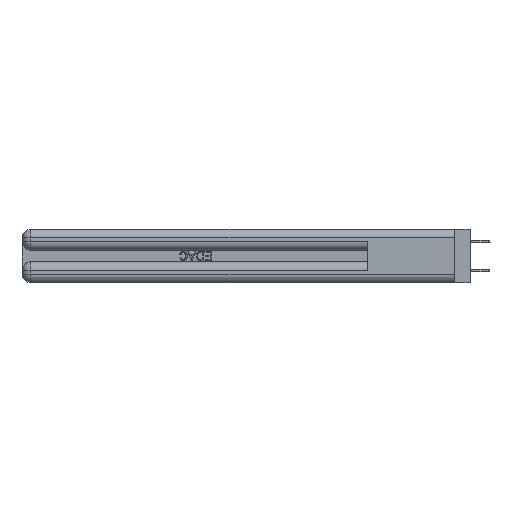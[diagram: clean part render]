
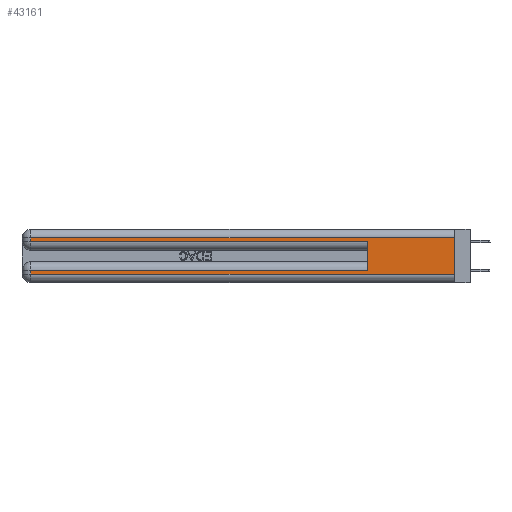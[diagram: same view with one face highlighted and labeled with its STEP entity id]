
A CAD part, left-side view. The second image highlights one B-rep face of the part: STEP entity #43161.
In plain terms, the highlighted planar face has unit normal (-1, 0, 0).
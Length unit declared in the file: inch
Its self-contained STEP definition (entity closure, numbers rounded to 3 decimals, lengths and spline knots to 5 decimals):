
#399 = CARTESIAN_POINT ( 'NONE',  ( 0., 0., 0.31 ) ) ;
#545 = VECTOR ( 'NONE', #1984, 39.37008 ) ;
#926 = VECTOR ( 'NONE', #41460, 39.37008 ) ;
#1957 = DIRECTION ( 'NONE',  ( 0., 0., -1. ) ) ;
#1984 = DIRECTION ( 'NONE',  ( 0., -1., 0. ) ) ;
#3250 = CARTESIAN_POINT ( 'NONE',  ( 0., 0., 0.085 ) ) ;
#4099 = VERTEX_POINT ( 'NONE', #26960 ) ;
#5163 = EDGE_CURVE ( 'NONE', #46548, #21426, #29906, .T. ) ;
#6680 = CARTESIAN_POINT ( 'NONE',  ( 0., 2.94, 0.085 ) ) ;
#7635 = CARTESIAN_POINT ( 'NONE',  ( 0., 0., 0.06 ) ) ;
#7719 = CARTESIAN_POINT ( 'NONE',  ( 0., 2.94, 0.285 ) ) ;
#7720 = DIRECTION ( 'NONE',  ( 0., 0., -1. ) ) ;
#9682 = VERTEX_POINT ( 'NONE', #10021 ) ;
#10021 = CARTESIAN_POINT ( 'NONE',  ( 0., 0.6, 0.085 ) ) ;
#12614 = EDGE_CURVE ( 'NONE', #39230, #21426, #18704, .T. ) ;
#13205 = EDGE_LOOP ( 'NONE', ( #31462, #27880, #24138, #41151, #27969, #47786, #35581, #22412 ) ) ;
#14500 = LINE ( 'NONE', #40780, #545 ) ;
#15223 = LINE ( 'NONE', #42012, #22037 ) ;
#15263 = VECTOR ( 'NONE', #23810, 39.37008 ) ;
#17227 = DIRECTION ( 'NONE',  ( 1., 0., 0. ) ) ;
#18105 = EDGE_CURVE ( 'NONE', #22289, #46548, #15223, .T. ) ;
#18704 = LINE ( 'NONE', #37707, #926 ) ;
#19108 = CARTESIAN_POINT ( 'NONE',  ( 0., 0., 0.31 ) ) ;
#19383 = DIRECTION ( 'NONE',  ( 0., 0., 1. ) ) ;
#20125 = EDGE_CURVE ( 'NONE', #9682, #39345, #45379, .T. ) ;
#20277 = FACE_OUTER_BOUND ( 'NONE', #13205, .T. ) ;
#20909 = CARTESIAN_POINT ( 'NONE',  ( 0., 2.94, 0.06 ) ) ;
#21426 = VERTEX_POINT ( 'NONE', #22712 ) ;
#22037 = VECTOR ( 'NONE', #7720, 39.37008 ) ;
#22289 = VERTEX_POINT ( 'NONE', #6680 ) ;
#22412 = ORIENTED_EDGE ( 'NONE', *, *, #5163, .T. ) ;
#22615 = EDGE_CURVE ( 'NONE', #39230, #4099, #39419, .T. ) ;
#22712 = CARTESIAN_POINT ( 'NONE',  ( 0., 0., 0.06 ) ) ;
#23810 = DIRECTION ( 'NONE',  ( 0., 0., -1. ) ) ;
#24051 = LINE ( 'NONE', #47045, #15263 ) ;
#24138 = ORIENTED_EDGE ( 'NONE', *, *, #33705, .T. ) ;
#26014 = VECTOR ( 'NONE', #42431, 39.37008 ) ;
#26056 = DIRECTION ( 'NONE',  ( 0., 1., 0. ) ) ;
#26657 = DIRECTION ( 'NONE',  ( 0., -1., 0. ) ) ;
#26876 = EDGE_CURVE ( 'NONE', #39790, #39345, #14500, .T. ) ;
#26960 = CARTESIAN_POINT ( 'NONE',  ( 0., 2.94, 0.31 ) ) ;
#27880 = ORIENTED_EDGE ( 'NONE', *, *, #22615, .T. ) ;
#27969 = ORIENTED_EDGE ( 'NONE', *, *, #20125, .F. ) ;
#29896 = CARTESIAN_POINT ( 'NONE',  ( 0., 0.6, 0.145 ) ) ;
#29906 = LINE ( 'NONE', #7635, #43897 ) ;
#31303 = AXIS2_PLACEMENT_3D ( 'NONE', #32251, #17227, #1957 ) ;
#31462 = ORIENTED_EDGE ( 'NONE', *, *, #12614, .F. ) ;
#32251 = CARTESIAN_POINT ( 'NONE',  ( 0., 0., 0.37 ) ) ;
#33705 = EDGE_CURVE ( 'NONE', #4099, #39790, #24051, .T. ) ;
#33859 = CARTESIAN_POINT ( 'NONE',  ( 0., 0.6, 0.285 ) ) ;
#35529 = PLANE ( 'NONE',  #31303 ) ;
#35581 = ORIENTED_EDGE ( 'NONE', *, *, #18105, .T. ) ;
#37707 = CARTESIAN_POINT ( 'NONE',  ( 0., 0., 0.37 ) ) ;
#37749 = EDGE_CURVE ( 'NONE', #9682, #22289, #47535, .T. ) ;
#39230 = VERTEX_POINT ( 'NONE', #19108 ) ;
#39345 = VERTEX_POINT ( 'NONE', #33859 ) ;
#39419 = LINE ( 'NONE', #399, #26014 ) ;
#39790 = VERTEX_POINT ( 'NONE', #7719 ) ;
#40780 = CARTESIAN_POINT ( 'NONE',  ( 0., 0., 0.285 ) ) ;
#41151 = ORIENTED_EDGE ( 'NONE', *, *, #26876, .T. ) ;
#41460 = DIRECTION ( 'NONE',  ( 0., 0., -1. ) ) ;
#42012 = CARTESIAN_POINT ( 'NONE',  ( 0., 2.94, 0.37 ) ) ;
#42431 = DIRECTION ( 'NONE',  ( 0., 1., 0. ) ) ;
#42899 = VECTOR ( 'NONE', #19383, 39.37008 ) ;
#43161 = ADVANCED_FACE ( 'NONE', ( #20277 ), #35529, .F. ) ;
#43897 = VECTOR ( 'NONE', #26657, 39.37008 ) ;
#45379 = LINE ( 'NONE', #29896, #42899 ) ;
#46548 = VERTEX_POINT ( 'NONE', #20909 ) ;
#47045 = CARTESIAN_POINT ( 'NONE',  ( 0., 2.94, 0.37 ) ) ;
#47535 = LINE ( 'NONE', #3250, #48641 ) ;
#47786 = ORIENTED_EDGE ( 'NONE', *, *, #37749, .T. ) ;
#48641 = VECTOR ( 'NONE', #26056, 39.37008 ) ;
